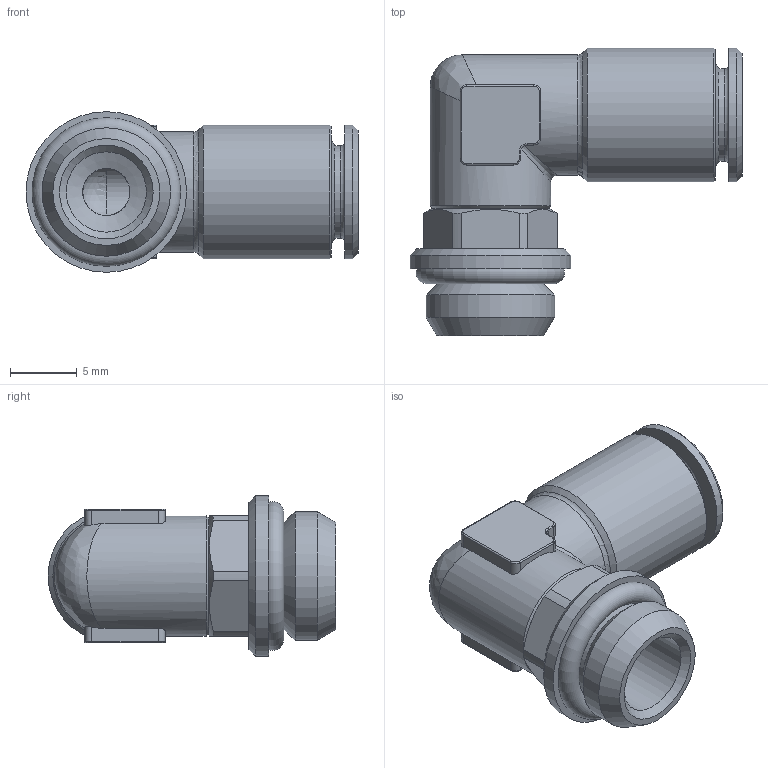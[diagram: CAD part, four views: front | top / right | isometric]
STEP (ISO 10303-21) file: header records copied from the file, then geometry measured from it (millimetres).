
FILE_DESCRIPTION(( 'MAL.16.06.18.stp' ), '1');
FILE_NAME( 'MAL.16.06.18.stp', '2021-02-19T16:28:11',( 'Sopra'),('sopra-pneumatic.com'), 'SwSTEP 2.0','SolidWorks 2009','' );
FILE_SCHEMA( ( 'AUTOMOTIVE_DESIGN { 1 0 10303 214 1 1 1 1 }' ) );
Length unit declared in the file: metre
Products named in the file (1): Rivoluzione3
Bounding box: 24.8 x 21.5 x 12 mm (x, y, z)
Volume: 1720 mm3; surface area: 1961.5 mm2
Topology: 1 solids, 1 shells, 102 faces, 246 edges, 151 vertices
Faces by surface type: cylinder 42, plane 29, torus 15, cone 13, bspline 2, sphere 1
Full cylindrical faces by diameter (mm): 3.5 x1, 4 x1, 6 x1, 6.15 x1, 6.9 x1, 7.9 x1, 9 x2, 9.6 x1, 10 x2, 12 x1
Entity records: 3941 total; most frequent: CARTESIAN_POINT 901, DIRECTION 476, ORIENTED_EDGE 414, EDGE_CURVE 207, AXIS2_PLACEMENT_3D 201, VERTEX_POINT 143, EDGE_LOOP 139, FACE_OUTER_BOUND 117
